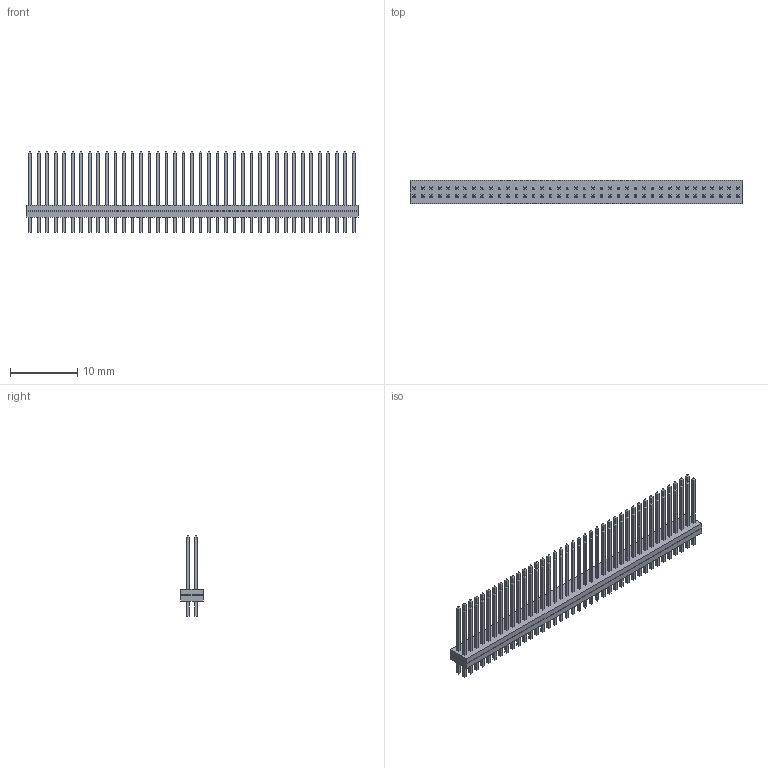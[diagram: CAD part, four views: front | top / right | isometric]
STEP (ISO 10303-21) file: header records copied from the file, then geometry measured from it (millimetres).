
FILE_DESCRIPTION(('FreeCAD Model'),'2;1');
FILE_NAME('Open CASCADE Shape Model','2025-01-25T11:50:42',(''),(''), 'Open CASCADE STEP processor 7.8','FreeCAD','Unknown');
FILE_SCHEMA(('AUTOMOTIVE_DESIGN { 1 0 10303 214 1 1 1 1 }'));
Length unit declared in the file: millimetre
Products named in the file (5): FW-39-04-G-D-070-315; FW-39-04-G-D-070-315_bottom_body; FW-39-04-G-D-070-315_pins1; FW-39-04-G-D-070-070_pins2; FW-39-04-G-D-070-315_top_body
Assembly tree (4 placements, depth 2):
  FW-39-04-G-D-070-315
    FW-39-04-G-D-070-315_bottom_body
    FW-39-04-G-D-070-315_pins1
    FW-39-04-G-D-070-070_pins2
    FW-39-04-G-D-070-315_top_body
Bounding box: 49.53 x 3.43 x 12.06 mm (x, y, z)
Volume: 483.6 mm3; surface area: 2707.1 mm2
Topology: 4 solids, 4 shells, 952 faces, 2520 edges, 1576 vertices
Faces by surface type: plane 952
Entity records: 28546 total; most frequent: CARTESIAN_POINT 5053, ORIENTED_EDGE 5040, DIRECTION 4434, EDGE_CURVE 2520, LINE 2520, VECTOR 2520, VERTEX_POINT 1576, AXIS2_PLACEMENT_3D 957
